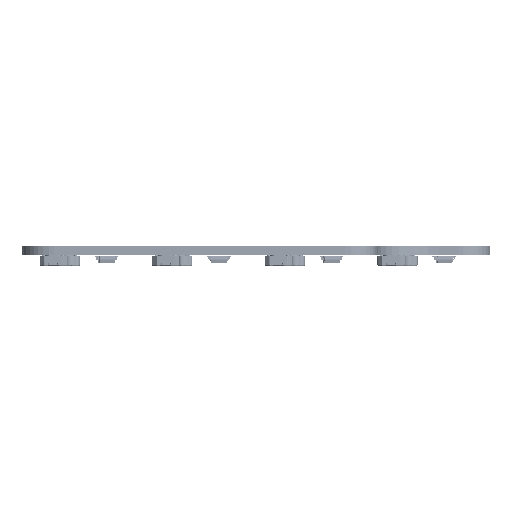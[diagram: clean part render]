
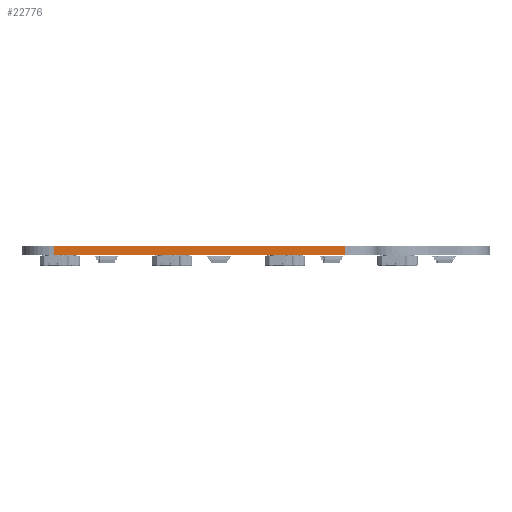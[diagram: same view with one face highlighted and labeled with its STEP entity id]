
A CAD part, left-side view. The second image highlights one B-rep face of the part: STEP entity #22776.
In plain terms, the highlighted planar face has unit normal (-1, 0, 0).
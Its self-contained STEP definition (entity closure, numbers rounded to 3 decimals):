
#18941 = VERTEX_POINT('',#18942);
#18942 = CARTESIAN_POINT('',(15.775,-22.125,0.));
#18949 = EDGE_CURVE('',#18950,#18941,#18952,.T.);
#18950 = VERTEX_POINT('',#18951);
#18951 = CARTESIAN_POINT('',(15.775,-71.725,0.));
#18952 = LINE('',#18953,#18954);
#18953 = CARTESIAN_POINT('',(15.775,-71.725,0.));
#18954 = VECTOR('',#18955,1.);
#18955 = DIRECTION('',(0.,1.,0.));
#20845 = VERTEX_POINT('',#20846);
#20846 = CARTESIAN_POINT('',(15.775,-22.125,1.6));
#20853 = EDGE_CURVE('',#20854,#20845,#20856,.T.);
#20854 = VERTEX_POINT('',#20855);
#20855 = CARTESIAN_POINT('',(15.775,-71.725,1.6));
#20856 = LINE('',#20857,#20858);
#20857 = CARTESIAN_POINT('',(15.775,-71.725,1.6));
#20858 = VECTOR('',#20859,1.);
#20859 = DIRECTION('',(0.,1.,0.));
#22746 = EDGE_CURVE('',#18941,#20845,#22747,.T.);
#22747 = LINE('',#22748,#22749);
#22748 = CARTESIAN_POINT('',(15.775,-22.125,0.));
#22749 = VECTOR('',#22750,1.);
#22750 = DIRECTION('',(0.,0.,1.));
#22776 = ADVANCED_FACE('',(#22777),#22788,.T.);
#22777 = FACE_BOUND('',#22778,.T.);
#22778 = EDGE_LOOP('',(#22779,#22785,#22786,#22787));
#22779 = ORIENTED_EDGE('',*,*,#22780,.T.);
#22780 = EDGE_CURVE('',#18950,#20854,#22781,.T.);
#22781 = LINE('',#22782,#22783);
#22782 = CARTESIAN_POINT('',(15.775,-71.725,0.));
#22783 = VECTOR('',#22784,1.);
#22784 = DIRECTION('',(0.,0.,1.));
#22785 = ORIENTED_EDGE('',*,*,#20853,.T.);
#22786 = ORIENTED_EDGE('',*,*,#22746,.F.);
#22787 = ORIENTED_EDGE('',*,*,#18949,.F.);
#22788 = PLANE('',#22789);
#22789 = AXIS2_PLACEMENT_3D('',#22790,#22791,#22792);
#22790 = CARTESIAN_POINT('',(15.775,-71.725,0.));
#22791 = DIRECTION('',(-1.,0.,0.));
#22792 = DIRECTION('',(0.,1.,0.));
